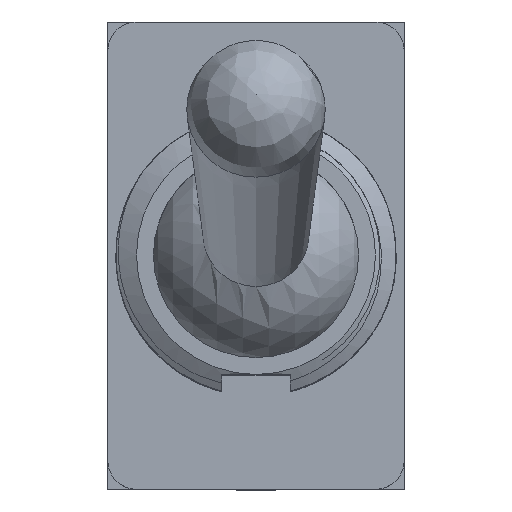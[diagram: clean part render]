
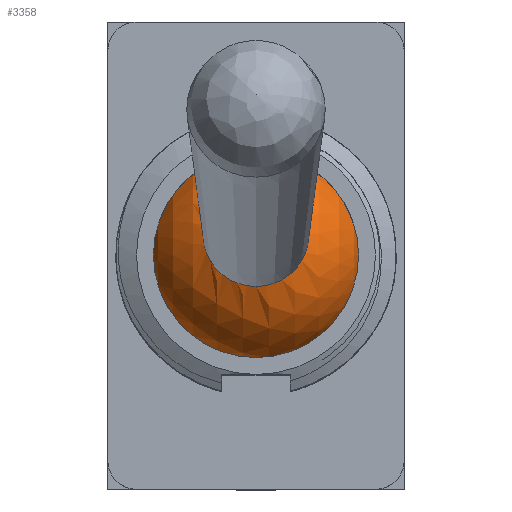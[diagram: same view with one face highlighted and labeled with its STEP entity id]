
A CAD part, top view. The second image highlights one B-rep face of the part: STEP entity #3358.
In plain terms, the highlighted spherical face has radius 1.95 mm.
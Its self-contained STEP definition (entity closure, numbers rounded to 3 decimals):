
#15=SPHERICAL_SURFACE('',#3550,1.95);
#202=FACE_BOUND('',#628,.T.);
#224=CIRCLE('',#3551,1.95);
#225=CIRCLE('',#3552,0.926);
#447=FACE_OUTER_BOUND('',#627,.T.);
#627=EDGE_LOOP('',(#3058,#3059));
#628=EDGE_LOOP('',(#3060));
#1582=VERTEX_POINT('',#11087);
#1583=VERTEX_POINT('',#11088);
#1584=VERTEX_POINT('',#11090);
#2076=EDGE_CURVE('',#1582,#1583,#224,.T.);
#2077=EDGE_CURVE('',#1584,#1584,#225,.T.);
#3058=ORIENTED_EDGE('',*,*,#2076,.T.);
#3059=ORIENTED_EDGE('',*,*,#2076,.F.);
#3060=ORIENTED_EDGE('',*,*,#2077,.F.);
#3358=ADVANCED_FACE('',(#447,#202),#15,.T.);
#3550=AXIS2_PLACEMENT_3D('',#11086,#4211,#4212);
#3551=AXIS2_PLACEMENT_3D('',#11089,#4213,#4214);
#3552=AXIS2_PLACEMENT_3D('',#11091,#4215,#4216);
#4211=DIRECTION('center_axis',(1.,0.,0.));
#4212=DIRECTION('ref_axis',(0.,-1.,0.));
#4213=DIRECTION('center_axis',(0.,0.,1.));
#4214=DIRECTION('ref_axis',(0.,1.,0.));
#4215=DIRECTION('center_axis',(0.,0.208,0.978));
#4216=DIRECTION('ref_axis',(0.,0.978,-0.208));
#11086=CARTESIAN_POINT('Origin',(0.,0.,10.24));
#11087=CARTESIAN_POINT('',(1.95,0.,10.24));
#11088=CARTESIAN_POINT('',(-1.95,0.,10.24));
#11089=CARTESIAN_POINT('Origin',(0.,0.,10.24));
#11090=CARTESIAN_POINT('',(0.,-0.549,12.111));
#11091=CARTESIAN_POINT('Origin',(0.,0.357,11.918));
